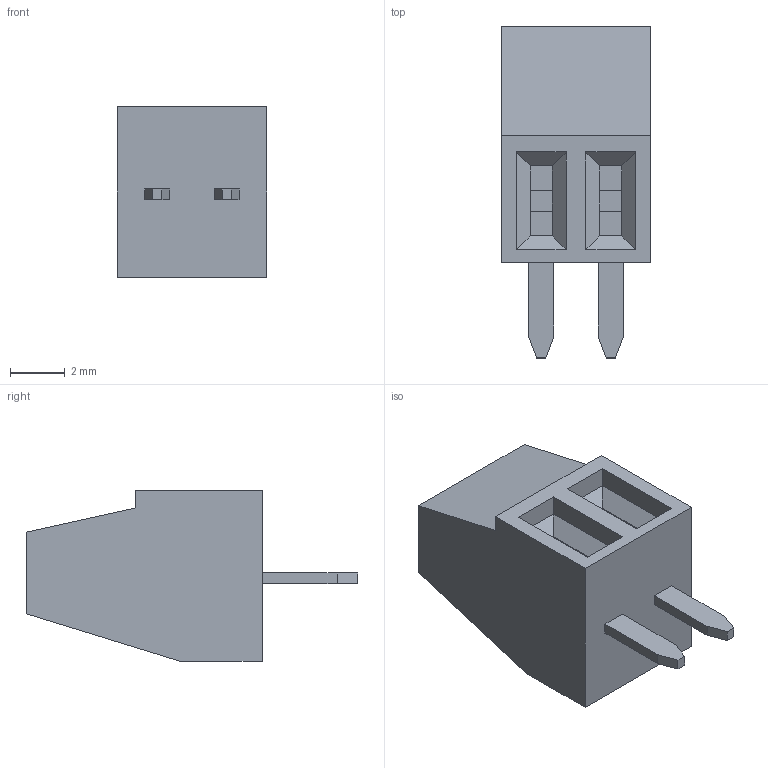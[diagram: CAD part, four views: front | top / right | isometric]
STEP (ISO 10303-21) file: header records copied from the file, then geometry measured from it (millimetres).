
FILE_DESCRIPTION (( 'STEP AP214' ), '1' );
FILE_NAME ('OSTVN02A150.STEP', '2016-01-27T03:39:16', ( '' ), ( '' ), 'SwSTEP 2.0', 'SolidWorks 2015', '' );
FILE_SCHEMA (( 'AUTOMOTIVE_DESIGN' ));
Length unit declared in the file: inch
Products named in the file (1): OSTVN02A150
Bounding box: 5.48 x 12.14 x 6.22 mm (x, y, z)
Volume: 227.6 mm3; surface area: 296 mm2
Topology: 1 solids, 1 shells, 71 faces, 165 edges, 102 vertices
Faces by surface type: plane 67, cylinder 4
Entity records: 2340 total; most frequent: CARTESIAN_POINT 413, ORIENTED_EDGE 330, DIRECTION 301, EDGE_CURVE 165, VECTOR 149, LINE 149, VERTEX_POINT 102, EDGE_LOOP 77
